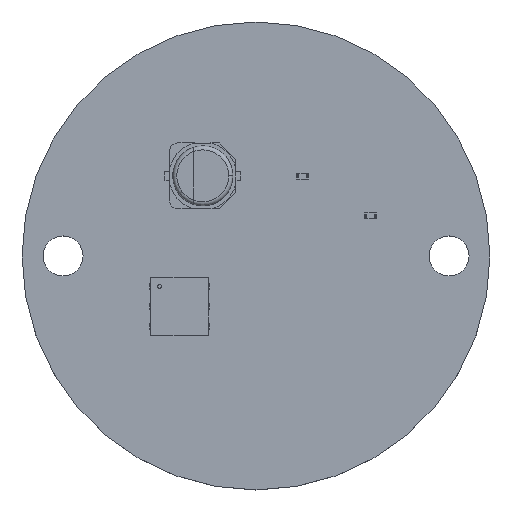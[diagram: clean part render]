
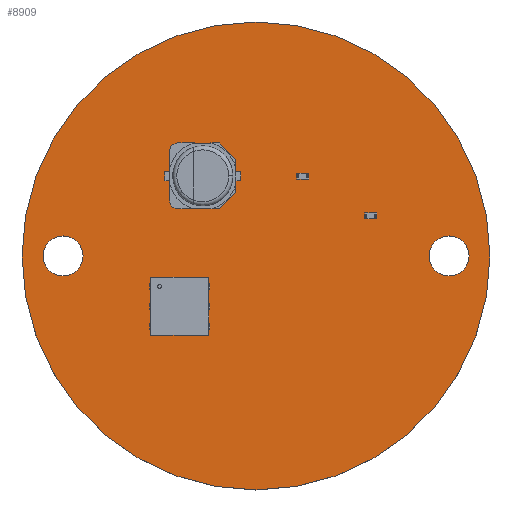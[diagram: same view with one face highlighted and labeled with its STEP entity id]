
A CAD part, top view. The second image highlights one B-rep face of the part: STEP entity #8909.
In plain terms, the highlighted planar face has unit normal (0, 0, 1).
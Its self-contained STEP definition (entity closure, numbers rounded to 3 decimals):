
#8762 = VERTEX_POINT('',#8763);
#8763 = CARTESIAN_POINT('',(82.367,-79.,1.6));
#8770 = CYLINDRICAL_SURFACE('',#8771,11.705);
#8771 = AXIS2_PLACEMENT_3D('',#8772,#8773,#8774);
#8772 = CARTESIAN_POINT('',(70.662,-79.,0.));
#8773 = DIRECTION('',(0.,0.,-1.));
#8774 = DIRECTION('',(1.,0.,0.));
#8789 = EDGE_CURVE('',#8762,#8762,#8790,.T.);
#8790 = SURFACE_CURVE('',#8791,(#8796,#8803),.PCURVE_S1.);
#8791 = CIRCLE('',#8792,11.705);
#8792 = AXIS2_PLACEMENT_3D('',#8793,#8794,#8795);
#8793 = CARTESIAN_POINT('',(70.662,-79.,1.6));
#8794 = DIRECTION('',(0.,0.,1.));
#8795 = DIRECTION('',(1.,0.,0.));
#8796 = PCURVE('',#8770,#8797);
#8797 = DEFINITIONAL_REPRESENTATION('',(#8798),#8802);
#8798 = LINE('',#8799,#8800);
#8799 = CARTESIAN_POINT('',(0.,-1.6));
#8800 = VECTOR('',#8801,1.);
#8801 = DIRECTION('',(-1.,0.));
#8802 = ( GEOMETRIC_REPRESENTATION_CONTEXT(2) 
PARAMETRIC_REPRESENTATION_CONTEXT() REPRESENTATION_CONTEXT('2D SPACE',''
  ) );
#8803 = PCURVE('',#8804,#8809);
#8804 = PLANE('',#8805);
#8805 = AXIS2_PLACEMENT_3D('',#8806,#8807,#8808);
#8806 = CARTESIAN_POINT('',(70.662,-79.,1.6));
#8807 = DIRECTION('',(0.,0.,1.));
#8808 = DIRECTION('',(1.,0.,0.));
#8809 = DEFINITIONAL_REPRESENTATION('',(#8810),#8814);
#8810 = CIRCLE('',#8811,11.705);
#8811 = AXIS2_PLACEMENT_2D('',#8812,#8813);
#8812 = CARTESIAN_POINT('',(0.,0.));
#8813 = DIRECTION('',(1.,0.));
#8814 = ( GEOMETRIC_REPRESENTATION_CONTEXT(2) 
PARAMETRIC_REPRESENTATION_CONTEXT() REPRESENTATION_CONTEXT('2D SPACE',''
  ) );
#8867 = CYLINDRICAL_SURFACE('',#8868,1.);
#8868 = AXIS2_PLACEMENT_3D('',#8869,#8870,#8871);
#8869 = CARTESIAN_POINT('',(61.01,-79.,0.));
#8870 = DIRECTION('',(0.,0.,-1.));
#8871 = DIRECTION('',(1.,0.,0.));
#8898 = CYLINDRICAL_SURFACE('',#8899,1.);
#8899 = AXIS2_PLACEMENT_3D('',#8900,#8901,#8902);
#8900 = CARTESIAN_POINT('',(80.32,-79.,0.));
#8901 = DIRECTION('',(0.,0.,-1.));
#8902 = DIRECTION('',(1.,0.,0.));
#8909 = ADVANCED_FACE('',(#8910,#8913,#8939),#8804,.T.);
#8910 = FACE_BOUND('',#8911,.T.);
#8911 = EDGE_LOOP('',(#8912));
#8912 = ORIENTED_EDGE('',*,*,#8789,.T.);
#8913 = FACE_BOUND('',#8914,.T.);
#8914 = EDGE_LOOP('',(#8915));
#8915 = ORIENTED_EDGE('',*,*,#8916,.F.);
#8916 = EDGE_CURVE('',#8917,#8917,#8919,.T.);
#8917 = VERTEX_POINT('',#8918);
#8918 = CARTESIAN_POINT('',(81.32,-79.,1.6));
#8919 = SURFACE_CURVE('',#8920,(#8925,#8932),.PCURVE_S1.);
#8920 = CIRCLE('',#8921,1.);
#8921 = AXIS2_PLACEMENT_3D('',#8922,#8923,#8924);
#8922 = CARTESIAN_POINT('',(80.32,-79.,1.6));
#8923 = DIRECTION('',(0.,0.,1.));
#8924 = DIRECTION('',(1.,0.,0.));
#8925 = PCURVE('',#8804,#8926);
#8926 = DEFINITIONAL_REPRESENTATION('',(#8927),#8931);
#8927 = CIRCLE('',#8928,1.);
#8928 = AXIS2_PLACEMENT_2D('',#8929,#8930);
#8929 = CARTESIAN_POINT('',(9.658,0.));
#8930 = DIRECTION('',(1.,0.));
#8931 = ( GEOMETRIC_REPRESENTATION_CONTEXT(2) 
PARAMETRIC_REPRESENTATION_CONTEXT() REPRESENTATION_CONTEXT('2D SPACE',''
  ) );
#8932 = PCURVE('',#8898,#8933);
#8933 = DEFINITIONAL_REPRESENTATION('',(#8934),#8938);
#8934 = LINE('',#8935,#8936);
#8935 = CARTESIAN_POINT('',(0.,-1.6));
#8936 = VECTOR('',#8937,1.);
#8937 = DIRECTION('',(-1.,0.));
#8938 = ( GEOMETRIC_REPRESENTATION_CONTEXT(2) 
PARAMETRIC_REPRESENTATION_CONTEXT() REPRESENTATION_CONTEXT('2D SPACE',''
  ) );
#8939 = FACE_BOUND('',#8940,.T.);
#8940 = EDGE_LOOP('',(#8941));
#8941 = ORIENTED_EDGE('',*,*,#8942,.F.);
#8942 = EDGE_CURVE('',#8943,#8943,#8945,.T.);
#8943 = VERTEX_POINT('',#8944);
#8944 = CARTESIAN_POINT('',(62.01,-79.,1.6));
#8945 = SURFACE_CURVE('',#8946,(#8951,#8958),.PCURVE_S1.);
#8946 = CIRCLE('',#8947,1.);
#8947 = AXIS2_PLACEMENT_3D('',#8948,#8949,#8950);
#8948 = CARTESIAN_POINT('',(61.01,-79.,1.6));
#8949 = DIRECTION('',(0.,0.,1.));
#8950 = DIRECTION('',(1.,0.,0.));
#8951 = PCURVE('',#8804,#8952);
#8952 = DEFINITIONAL_REPRESENTATION('',(#8953),#8957);
#8953 = CIRCLE('',#8954,1.);
#8954 = AXIS2_PLACEMENT_2D('',#8955,#8956);
#8955 = CARTESIAN_POINT('',(-9.652,0.));
#8956 = DIRECTION('',(1.,0.));
#8957 = ( GEOMETRIC_REPRESENTATION_CONTEXT(2) 
PARAMETRIC_REPRESENTATION_CONTEXT() REPRESENTATION_CONTEXT('2D SPACE',''
  ) );
#8958 = PCURVE('',#8867,#8959);
#8959 = DEFINITIONAL_REPRESENTATION('',(#8960),#8964);
#8960 = LINE('',#8961,#8962);
#8961 = CARTESIAN_POINT('',(0.,-1.6));
#8962 = VECTOR('',#8963,1.);
#8963 = DIRECTION('',(-1.,0.));
#8964 = ( GEOMETRIC_REPRESENTATION_CONTEXT(2) 
PARAMETRIC_REPRESENTATION_CONTEXT() REPRESENTATION_CONTEXT('2D SPACE',''
  ) );
